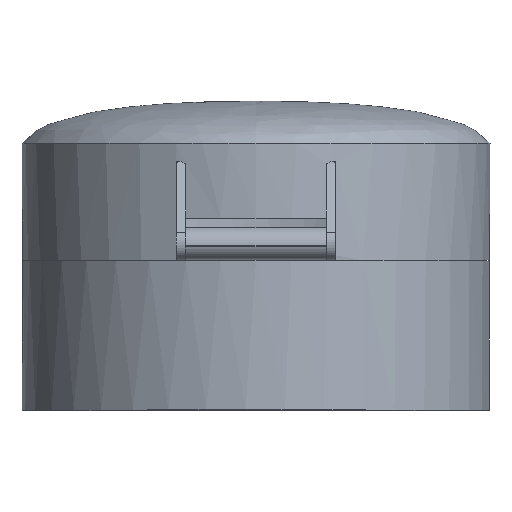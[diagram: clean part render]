
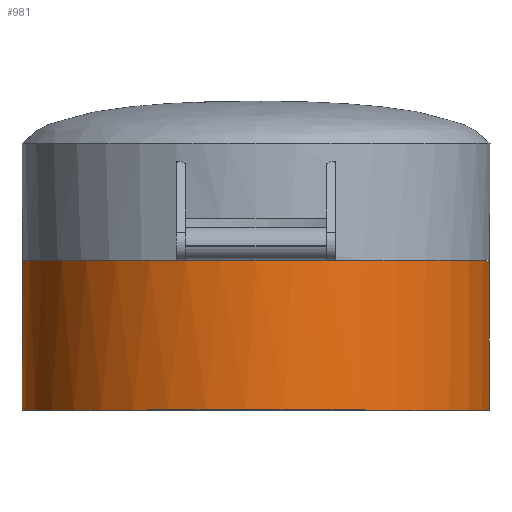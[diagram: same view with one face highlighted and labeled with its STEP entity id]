
A CAD part, top view. The second image highlights one B-rep face of the part: STEP entity #981.
In plain terms, the highlighted cylindrical face has radius 25 mm (diameter 50 mm), a full revolution.
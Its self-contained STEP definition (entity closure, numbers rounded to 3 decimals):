
#46=LINE('',#1438,#120);
#55=LINE('',#1479,#129);
#120=VECTOR('',#1135,3.5);
#129=VECTOR('',#1152,3.5);
#253=FACE_BOUND('',#361,.T.);
#291=FACE_OUTER_BOUND('',#360,.T.);
#360=EDGE_LOOP('',(#784,#785,#786,#787,#788,#789));
#361=EDGE_LOOP('',(#790));
#408=CIRCLE('',#1023,25.);
#410=CIRCLE('',#1025,25.);
#411=CIRCLE('',#1027,25.);
#422=CIRCLE('',#1046,25.);
#428=CIRCLE('',#1064,25.);
#453=VERTEX_POINT('',#1426);
#455=VERTEX_POINT('',#1433);
#456=VERTEX_POINT('',#1440);
#457=VERTEX_POINT('',#1445);
#462=VERTEX_POINT('',#1455);
#467=VERTEX_POINT('',#1474);
#490=VERTEX_POINT('',#1560);
#549=EDGE_CURVE('',#453,#455,#46,.T.);
#551=EDGE_CURVE('',#456,#457,#408,.T.);
#557=EDGE_CURVE('',#462,#455,#410,.T.);
#563=EDGE_CURVE('',#456,#467,#55,.T.);
#564=EDGE_CURVE('',#467,#453,#411,.T.);
#588=EDGE_CURVE('',#457,#462,#422,.T.);
#601=EDGE_CURVE('',#490,#490,#428,.T.);
#784=ORIENTED_EDGE('',*,*,#549,.T.);
#785=ORIENTED_EDGE('',*,*,#557,.F.);
#786=ORIENTED_EDGE('',*,*,#588,.F.);
#787=ORIENTED_EDGE('',*,*,#551,.F.);
#788=ORIENTED_EDGE('',*,*,#563,.T.);
#789=ORIENTED_EDGE('',*,*,#564,.T.);
#790=ORIENTED_EDGE('',*,*,#601,.F.);
#948=CYLINDRICAL_SURFACE('',#1063,25.);
#981=ADVANCED_FACE('',(#291,#253),#948,.T.);
#1023=AXIS2_PLACEMENT_3D('',#1446,#1138,#1139);
#1025=AXIS2_PLACEMENT_3D('',#1457,#1146,#1147);
#1027=AXIS2_PLACEMENT_3D('',#1481,#1155,#1156);
#1046=AXIS2_PLACEMENT_3D('',#1528,#1206,#1207);
#1063=AXIS2_PLACEMENT_3D('',#1559,#1247,#1248);
#1064=AXIS2_PLACEMENT_3D('',#1561,#1249,#1250);
#1135=DIRECTION('',(0.,1.,0.));
#1138=DIRECTION('center_axis',(0.,1.,0.));
#1139=DIRECTION('ref_axis',(1.,0.,0.));
#1146=DIRECTION('center_axis',(0.,1.,0.));
#1147=DIRECTION('ref_axis',(1.,0.,0.));
#1152=DIRECTION('',(0.,-1.,0.));
#1155=DIRECTION('center_axis',(0.,-1.,0.));
#1156=DIRECTION('ref_axis',(1.,0.,0.));
#1206=DIRECTION('center_axis',(0.,1.,0.));
#1207=DIRECTION('ref_axis',(1.,0.,0.));
#1247=DIRECTION('center_axis',(0.,1.,0.));
#1248=DIRECTION('ref_axis',(1.,0.,0.));
#1249=DIRECTION('center_axis',(0.,-1.,0.));
#1250=DIRECTION('ref_axis',(1.,0.,0.));
#1426=CARTESIAN_POINT('',(7.5,12.5,-23.848));
#1433=CARTESIAN_POINT('',(7.5,16.,-23.848));
#1438=CARTESIAN_POINT('',(7.5,0.,-23.848));
#1440=CARTESIAN_POINT('',(-7.5,16.,-23.848));
#1445=CARTESIAN_POINT('',(-7.5,16.,23.848));
#1446=CARTESIAN_POINT('Origin',(0.,16.,0.));
#1455=CARTESIAN_POINT('',(7.5,16.,23.848));
#1457=CARTESIAN_POINT('Origin',(0.,16.,0.));
#1474=CARTESIAN_POINT('',(-7.5,12.5,-23.848));
#1479=CARTESIAN_POINT('',(-7.5,0.,-23.848));
#1481=CARTESIAN_POINT('Origin',(0.,12.5,0.));
#1528=CARTESIAN_POINT('Origin',(0.,16.,0.));
#1559=CARTESIAN_POINT('Origin',(0.,0.,0.));
#1560=CARTESIAN_POINT('',(-25.,0.,0.));
#1561=CARTESIAN_POINT('Origin',(0.,0.,0.));
